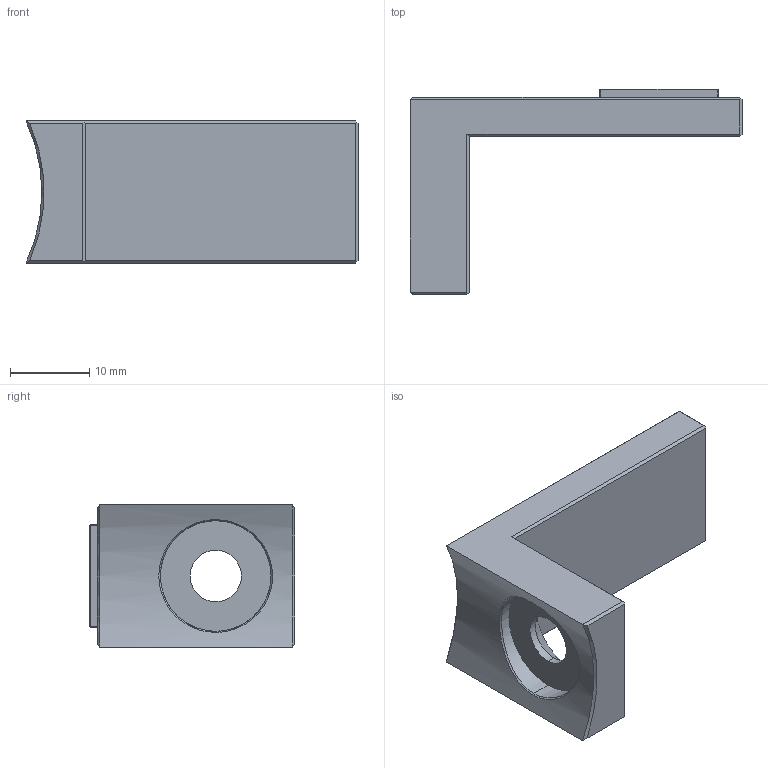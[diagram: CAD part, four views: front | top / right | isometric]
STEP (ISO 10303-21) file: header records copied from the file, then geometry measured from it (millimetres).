
FILE_DESCRIPTION((''),'2;1');
FILE_NAME('SCHEIBENSICHERUNG','2021-12-19T11:09:27',('Gogel'),('Gerresheimer Regensburg GmbH'),'CREO PARAMETRIC BY PTC INC, 2018420','CREO PARAMETRIC BY PTC INC, 2018420','');
FILE_SCHEMA(('AUTOMOTIVE_DESIGN { 1 0 10303 214 1 1 1 1 }'));
Length unit declared in the file: millimetre
Products named in the file (1): SCHEIBENSICHERUNG
Bounding box: 42.01 x 26 x 18 mm (x, y, z)
Volume: 5526.3 mm3; surface area: 3173.8 mm2
Topology: 1 solids, 1 shells, 45 faces, 113 edges, 72 vertices
Faces by surface type: plane 34, cylinder 5, cone 4, bspline 2
Entity records: 1934 total; most frequent: CARTESIAN_POINT 539, DIRECTION 234, ORIENTED_EDGE 226, EDGE_CURVE 113, VECTOR 99, LINE 99, VERTEX_POINT 72, AXIS2_PLACEMENT_3D 66
